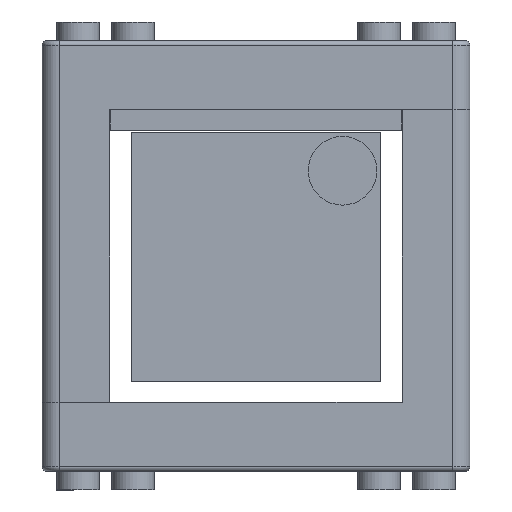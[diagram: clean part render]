
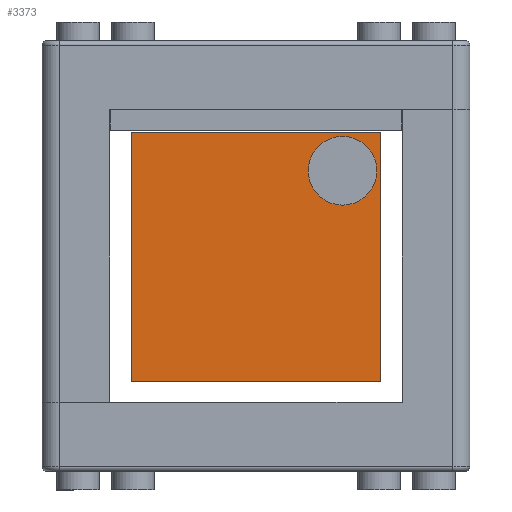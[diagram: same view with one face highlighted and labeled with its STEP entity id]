
A CAD part, left-side view. The second image highlights one B-rep face of the part: STEP entity #3373.
In plain terms, the highlighted planar face has unit normal (-1, 0, 0).
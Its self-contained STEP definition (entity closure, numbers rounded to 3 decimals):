
#156=FACE_BOUND('',#707,.T.);
#295=CIRCLE('',#3780,4.);
#474=FACE_OUTER_BOUND('',#706,.T.);
#706=EDGE_LOOP('',(#2943,#2944,#2945,#2946));
#707=EDGE_LOOP('',(#2947));
#1009=LINE('',#5674,#1332);
#1010=LINE('',#5676,#1333);
#1011=LINE('',#5678,#1334);
#1012=LINE('',#5679,#1335);
#1332=VECTOR('',#4703,10.);
#1333=VECTOR('',#4704,10.);
#1334=VECTOR('',#4705,10.);
#1335=VECTOR('',#4706,10.);
#1646=VERTEX_POINT('',#5645);
#1655=VERTEX_POINT('',#5672);
#1656=VERTEX_POINT('',#5673);
#1657=VERTEX_POINT('',#5675);
#1658=VERTEX_POINT('',#5677);
#2083=EDGE_CURVE('',#1646,#1646,#295,.T.);
#2094=EDGE_CURVE('',#1655,#1656,#1009,.T.);
#2095=EDGE_CURVE('',#1656,#1657,#1010,.T.);
#2096=EDGE_CURVE('',#1658,#1657,#1011,.T.);
#2097=EDGE_CURVE('',#1655,#1658,#1012,.T.);
#2943=ORIENTED_EDGE('',*,*,#2094,.T.);
#2944=ORIENTED_EDGE('',*,*,#2095,.T.);
#2945=ORIENTED_EDGE('',*,*,#2096,.F.);
#2946=ORIENTED_EDGE('',*,*,#2097,.F.);
#2947=ORIENTED_EDGE('',*,*,#2083,.T.);
#3183=PLANE('',#3790);
#3373=ADVANCED_FACE('',(#474,#156),#3183,.T.);
#3780=AXIS2_PLACEMENT_3D('',#5647,#4675,#4676);
#3790=AXIS2_PLACEMENT_3D('',#5671,#4701,#4702);
#4675=DIRECTION('center_axis',(1.,0.,0.));
#4676=DIRECTION('ref_axis',(0.,0.,-1.));
#4701=DIRECTION('center_axis',(-1.,0.,0.));
#4702=DIRECTION('ref_axis',(0.,-1.,0.));
#4703=DIRECTION('',(0.,-1.,0.));
#4704=DIRECTION('',(0.,0.,1.));
#4705=DIRECTION('',(0.,-1.,0.));
#4706=DIRECTION('',(0.,0.,1.));
#5645=CARTESIAN_POINT('',(0.,4.497,8.421));
#5647=CARTESIAN_POINT('Origin',(0.,4.497,4.421));
#5671=CARTESIAN_POINT('Origin',(0.,29.,0.));
#5672=CARTESIAN_POINT('',(0.,29.,0.));
#5673=CARTESIAN_POINT('',(0.,0.,0.));
#5674=CARTESIAN_POINT('',(0.,29.,0.));
#5675=CARTESIAN_POINT('',(0.,0.,29.));
#5676=CARTESIAN_POINT('',(0.,0.,0.));
#5677=CARTESIAN_POINT('',(0.,29.,29.));
#5678=CARTESIAN_POINT('',(0.,29.,29.));
#5679=CARTESIAN_POINT('',(0.,29.,0.));
